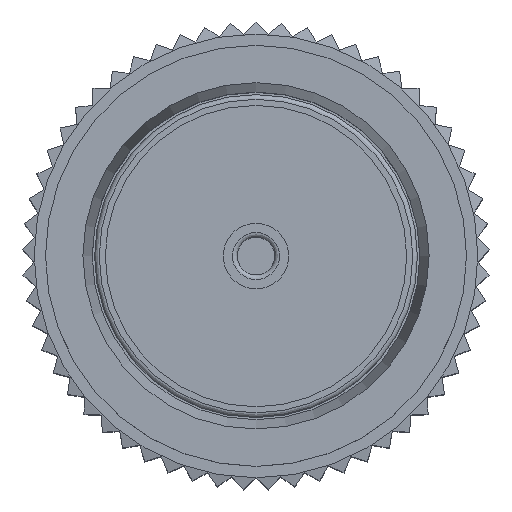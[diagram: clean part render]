
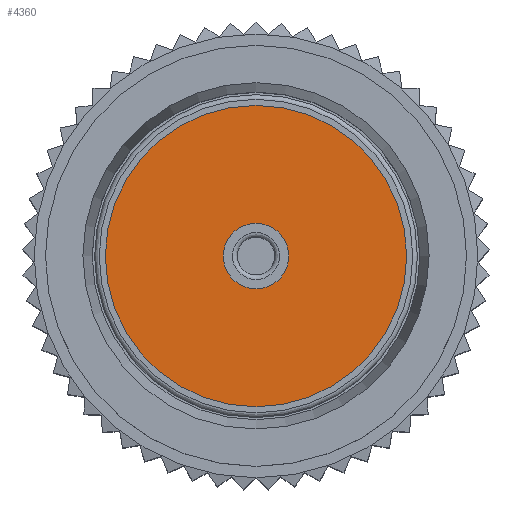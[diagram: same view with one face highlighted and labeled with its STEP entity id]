
A CAD part, top view. The second image highlights one B-rep face of the part: STEP entity #4360.
In plain terms, the highlighted planar face has unit normal (0, 0, 1).
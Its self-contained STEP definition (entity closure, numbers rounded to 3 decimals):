
#47=FACE_BOUND('',#1465,.T.);
#180=PLANE('',#4781);
#1216=FACE_OUTER_BOUND('',#1464,.T.);
#1464=EDGE_LOOP('',(#3946));
#1465=EDGE_LOOP('',(#3947));
#1540=CIRCLE('',#4457,0.7);
#1541=CIRCLE('',#4459,3.22);
#1719=VERTEX_POINT('',#6044);
#1720=VERTEX_POINT('',#6048);
#2173=EDGE_CURVE('',#1719,#1719,#1540,.T.);
#2174=EDGE_CURVE('',#1720,#1720,#1541,.T.);
#3946=ORIENTED_EDGE('',*,*,#2174,.T.);
#3947=ORIENTED_EDGE('',*,*,#2173,.F.);
#4360=ADVANCED_FACE('',(#1216,#47),#180,.T.);
#4457=AXIS2_PLACEMENT_3D('',#6046,#4913,#4914);
#4459=AXIS2_PLACEMENT_3D('',#6049,#4917,#4918);
#4781=AXIS2_PLACEMENT_3D('',#7614,#5746,#5747);
#4913=DIRECTION('center_axis',(0.,0.,1.));
#4914=DIRECTION('ref_axis',(1.,0.,0.));
#4917=DIRECTION('center_axis',(0.,0.,1.));
#4918=DIRECTION('ref_axis',(1.,0.,0.));
#5746=DIRECTION('center_axis',(0.,0.,1.));
#5747=DIRECTION('ref_axis',(1.,0.,0.));
#6044=CARTESIAN_POINT('',(-0.7,0.,4.99));
#6046=CARTESIAN_POINT('Origin',(0.,0.,4.99));
#6048=CARTESIAN_POINT('',(-3.22,0.,4.99));
#6049=CARTESIAN_POINT('Origin',(0.,0.,4.99));
#7614=CARTESIAN_POINT('Origin',(0.,0.,4.99));
